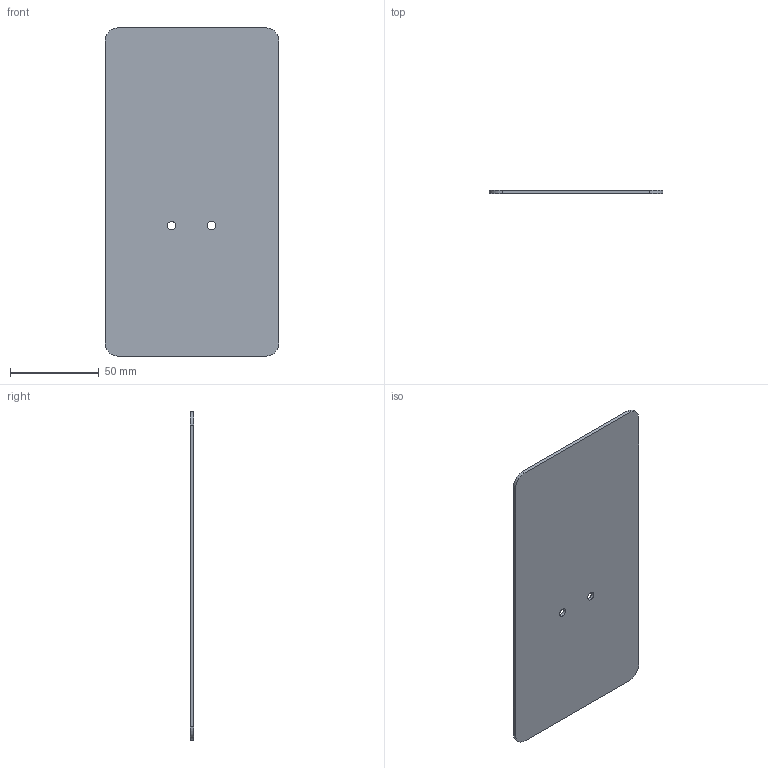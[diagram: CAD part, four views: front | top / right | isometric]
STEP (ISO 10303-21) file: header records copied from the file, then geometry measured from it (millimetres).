
FILE_DESCRIPTION(/* description */ (''),/* implementation_level */ '2;1');
FILE_NAME(/* name */ 'Foot Cover Plate V2.0.step',/* time_stamp */ '2017-06-25T09:47:44+10:00',/* author */ (''),/* organization */ (''),/* preprocessor_version */ 'ST-DEVELOPER v16.13',/* originating_system */ 'Autodesk Translation Framework v6.1.1.50',/* authorisation */ '');
FILE_SCHEMA (('AUTOMOTIVE_DESIGN { 1 0 10303 214 3 1 1 }'));
Length unit declared in the file: millimetre
Products named in the file (1): Foot Cover Plate v1
Bounding box: 98 x 1.75 x 185 mm (x, y, z)
Volume: 31573.4 mm3; surface area: 37139.9 mm2
Topology: 1 solids, 1 shells, 42 faces, 108 edges, 72 vertices
Faces by surface type: plane 31, cylinder 6, bspline 5
Full cylindrical faces by diameter (mm): 4.8 x2
Entity records: 1582 total; most frequent: CARTESIAN_POINT 554, ORIENTED_EDGE 212, DIRECTION 184, EDGE_CURVE 106, LINE 84, VECTOR 84, VERTEX_POINT 72, EDGE_LOOP 52
